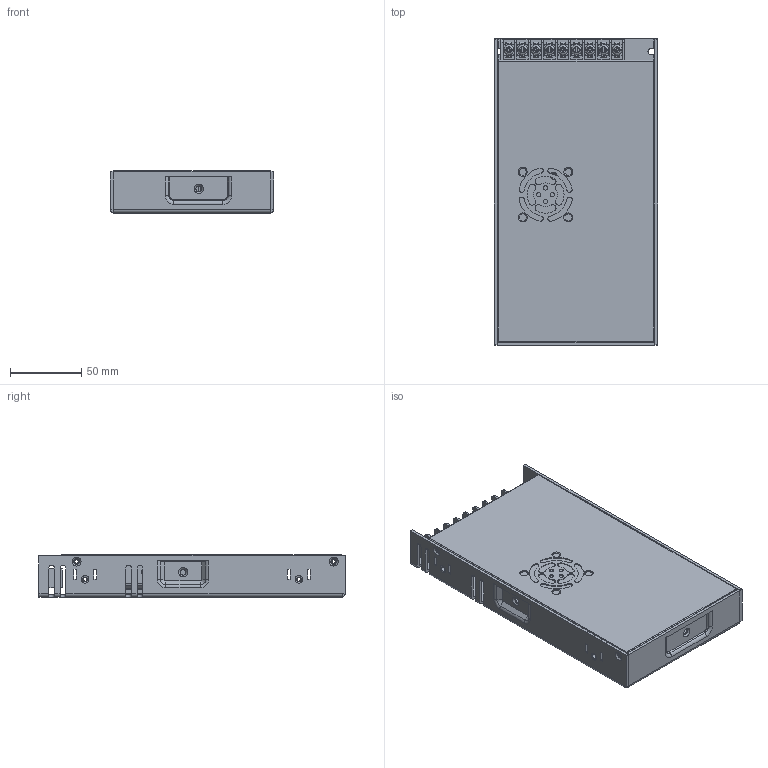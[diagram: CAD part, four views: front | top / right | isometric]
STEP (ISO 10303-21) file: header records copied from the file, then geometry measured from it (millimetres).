
FILE_DESCRIPTION(/* description */ (''),/* implementation_level */ '2;1');
FILE_NAME(/* name */ 'MYT200-Q.stp',/* time_stamp */ '2023-09-11T14:46:40+08:00',/* author */ (''),/* organization */ (''),/* preprocessor_version */ 'ST-DEVELOPER v19.3',/* originating_system */ 'SIEMENS PLM Software NX2212.3001',/* authorisation */ '');
FILE_SCHEMA (('AUTOMOTIVE_DESIGN { 1 0 10303 214 3 1 1 1 }'));
Length unit declared in the file: millimetre
Products named in the file (5): A01J1DZP0000032; 铆钉M3D5L5; A04WJJSK0000109; A04WJJSK0000067; MYT200-Q
Assembly tree (8 placements, depth 2):
  MYT200-Q
    A04WJJSK0000067
    A04WJJSK0000109
    铆钉M3D5L5  x5
    A01J1DZP0000032
Bounding box: 114.5 x 215 x 29.75 mm (x, y, z)
Volume: 100581.8 mm3; surface area: 144637.4 mm2
Topology: 10 solids, 10 shells, 1543 faces, 4980 edges, 3489 vertices
Faces by surface type: plane 1038, cylinder 388, torus 64, cone 51, bspline 2
Full cylindrical faces by diameter (mm): 2.5 x13, 3 x4, 3.3 x6, 3.5 x4, 4 x10, 4.8 x7, 5 x5, 5.3 x4, 5.4 x4
Entity records: 56151 total; most frequent: CARTESIAN_POINT 14999, ORIENTED_EDGE 9518, DIRECTION 7308, EDGE_CURVE 4759, VERTEX_POINT 3382, AXIS2_PLACEMENT_3D 2623, LINE 2062, VECTOR 2062
